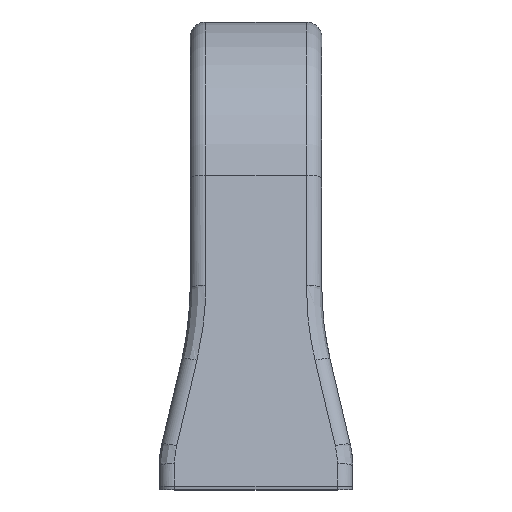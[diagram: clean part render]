
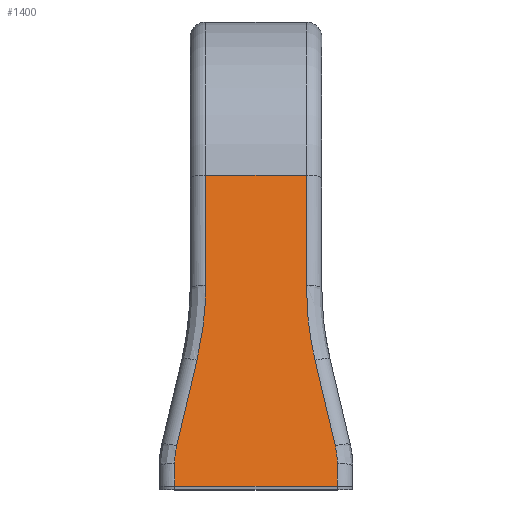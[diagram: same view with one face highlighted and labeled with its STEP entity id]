
A CAD part, top view. The second image highlights one B-rep face of the part: STEP entity #1400.
In plain terms, the highlighted planar face has unit normal (0, 0.174, 0.985).
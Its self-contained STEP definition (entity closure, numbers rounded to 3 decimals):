
#10=CARTESIAN_POINT('',(0.,0.,69.5));
#20=DIRECTION('',(-0.,0.174,0.985));
#30=DIRECTION('',(1.,0.,0.));
#40=AXIS2_PLACEMENT_3D('',#10,#20,#30);
#50=PLANE('',#40);
#60=CARTESIAN_POINT('',(0.,0.,69.5));
#70=DIRECTION('',(-1.,0.,0.));
#80=VECTOR('',#70,1.);
#90=LINE('',#60,#80);
#100=CARTESIAN_POINT('',(5.25,0.,69.5));
#110=VERTEX_POINT('',#100);
#120=CARTESIAN_POINT('',(-5.25,0.,69.5));
#130=VERTEX_POINT('',#120);
#140=EDGE_CURVE('',#110,#130,#90,.T.);
#150=ORIENTED_EDGE('',*,*,#140,.F.);
#160=CARTESIAN_POINT('',(-5.25,0.174,69.469));
#170=DIRECTION('',(0.,0.985,-0.174));
#180=VECTOR('',#170,1.);
#190=LINE('',#160,#180);
#200=CARTESIAN_POINT('',(-5.25,1.474,69.24));
#210=VERTEX_POINT('',#200);
#220=EDGE_CURVE('',#130,#210,#190,.T.);
#230=ORIENTED_EDGE('',*,*,#220,.F.);
#240=CARTESIAN_POINT('',(-5.116,2.624,
69.037));
#250=CARTESIAN_POINT('',(-5.125,2.585,
69.044));
#260=CARTESIAN_POINT('',(-5.134,2.546,
69.051));
#270=CARTESIAN_POINT('',(-5.186,2.301,
69.094));
#280=CARTESIAN_POINT('',(-5.216,2.094,
69.131));
#290=CARTESIAN_POINT('',(-5.241,1.791,
69.184));
#300=CARTESIAN_POINT('',(-5.246,1.696,
69.201));
#310=CARTESIAN_POINT('',(-5.249,1.559,
69.225));
#320=CARTESIAN_POINT('',(-5.25,1.517,
69.233));
#330=CARTESIAN_POINT('',(-5.25,1.474,69.24));
#340=B_SPLINE_CURVE_WITH_KNOTS('',3,(#240,#250,#260,#270,#280,#290,#300,
#310,#320,#330),.UNSPECIFIED.,.F.,.F.,(4,2,2,2,4),(0.,0.134,
0.834,1.15,1.291),.UNSPECIFIED.);
#350=CARTESIAN_POINT('',(-5.116,2.624,
69.037));
#360=VERTEX_POINT('',#350);
#370=EDGE_CURVE('',#360,#210,#340,.T.);
#380=ORIENTED_EDGE('',*,*,#370,.T.);
#390=CARTESIAN_POINT('',(-5.695,0.174,
69.469));
#400=DIRECTION('',(-0.227,-0.959,
0.169));
#410=VECTOR('',#400,1.);
#420=LINE('',#390,#410);
#430=CARTESIAN_POINT('',(-3.813,8.139,
68.065));
#440=VERTEX_POINT('',#430);
#450=EDGE_CURVE('',#440,#360,#420,.T.);
#460=ORIENTED_EDGE('',*,*,#450,.T.);
#470=CARTESIAN_POINT('',(-3.813,8.139,
68.065));
#480=CARTESIAN_POINT('',(-3.802,8.185,
68.057));
#490=CARTESIAN_POINT('',(-3.792,8.23,
68.049));
#500=CARTESIAN_POINT('',(-3.721,8.538,
67.994));
#510=CARTESIAN_POINT('',(-3.666,8.802,
67.948));
#520=CARTESIAN_POINT('',(-3.534,9.499,
67.825));
#530=CARTESIAN_POINT('',(-3.466,9.933,
67.748));
#540=CARTESIAN_POINT('',(-3.357,10.806,
67.595));
#550=CARTESIAN_POINT('',(-3.316,11.244,
67.517));
#560=CARTESIAN_POINT('',(-3.266,12.063,
67.373));
#570=CARTESIAN_POINT('',(-3.253,12.445,
67.306));
#580=CARTESIAN_POINT('',(-3.25,12.874,
67.23));
#590=CARTESIAN_POINT('',(-3.25,12.921,
67.222));
#600=CARTESIAN_POINT('',(-3.25,12.969,67.213));
#610=B_SPLINE_CURVE_WITH_KNOTS('',3,(#470,#480,#490,#500,#510,#520,#530,
#540,#550,#560,#570,#580,#590,#600),.UNSPECIFIED.,.F.,.F.,(4,2,2,2,2,2,4
),(0.,0.139,0.94,2.248,
3.556,4.691,4.832),.UNSPECIFIED.);
#620=CARTESIAN_POINT('',(-3.25,12.969,67.213));
#630=VERTEX_POINT('',#620);
#640=EDGE_CURVE('',#440,#630,#610,.T.);
#650=ORIENTED_EDGE('',*,*,#640,.F.);
#660=CARTESIAN_POINT('',(-3.25,0.174,69.469));
#670=DIRECTION('',(0.,-0.985,0.174));
#680=VECTOR('',#670,1.);
#690=LINE('',#660,#680);
#700=CARTESIAN_POINT('',(-3.25,20.084,65.959));
#710=VERTEX_POINT('',#700);
#720=EDGE_CURVE('',#710,#630,#690,.T.);
#730=ORIENTED_EDGE('',*,*,#720,.T.);
#740=CARTESIAN_POINT('',(0.,20.084,65.959));
#750=DIRECTION('',(1.,0.,0.));
#760=VECTOR('',#750,1.);
#770=LINE('',#740,#760);
#780=CARTESIAN_POINT('',(3.25,20.084,65.959));
#790=VERTEX_POINT('',#780);
#800=EDGE_CURVE('',#710,#790,#770,.T.);
#810=ORIENTED_EDGE('',*,*,#800,.F.);
#820=CARTESIAN_POINT('',(3.25,0.174,69.469));
#830=DIRECTION('',(0.,0.985,-0.174));
#840=VECTOR('',#830,1.);
#850=LINE('',#820,#840);
#860=CARTESIAN_POINT('',(3.25,12.969,67.213));
#870=VERTEX_POINT('',#860);
#880=EDGE_CURVE('',#870,#790,#850,.T.);
#890=ORIENTED_EDGE('',*,*,#880,.T.);
#900=CARTESIAN_POINT('',(3.25,12.969,67.213));
#910=CARTESIAN_POINT('',(3.25,12.921,
67.222));
#920=CARTESIAN_POINT('',(3.25,12.874,
67.23));
#930=CARTESIAN_POINT('',(3.253,12.445,
67.306));
#940=CARTESIAN_POINT('',(3.266,12.063,
67.373));
#950=CARTESIAN_POINT('',(3.316,11.244,
67.517));
#960=CARTESIAN_POINT('',(3.357,10.806,
67.595));
#970=CARTESIAN_POINT('',(3.466,9.933,
67.748));
#980=CARTESIAN_POINT('',(3.534,9.499,
67.825));
#990=CARTESIAN_POINT('',(3.666,8.802,
67.948));
#1000=CARTESIAN_POINT('',(3.721,8.538,
67.994));
#1010=CARTESIAN_POINT('',(3.792,8.23,
68.049));
#1020=CARTESIAN_POINT('',(3.802,8.185,
68.057));
#1030=CARTESIAN_POINT('',(3.813,8.139,
68.065));
#1040=B_SPLINE_CURVE_WITH_KNOTS('',3,(#900,#910,#920,#930,#940,#950,#960
,#970,#980,#990,#1000,#1010,#1020,#1030),.UNSPECIFIED.,.F.,.F.,(4,2,2,2,
2,2,4),(0.,0.141,1.277,2.584,
3.893,4.694,4.832),.UNSPECIFIED.);
#1050=CARTESIAN_POINT('',(3.813,8.139,
68.065));
#1060=VERTEX_POINT('',#1050);
#1070=EDGE_CURVE('',#870,#1060,#1040,.T.);
#1080=ORIENTED_EDGE('',*,*,#1070,.F.);
#1090=CARTESIAN_POINT('',(5.695,0.174,
69.469));
#1100=DIRECTION('',(-0.227,0.959,
-0.169));
#1110=VECTOR('',#1100,1.);
#1120=LINE('',#1090,#1110);
#1130=CARTESIAN_POINT('',(5.116,2.624,
69.037));
#1140=VERTEX_POINT('',#1130);
#1150=EDGE_CURVE('',#1140,#1060,#1120,.T.);
#1160=ORIENTED_EDGE('',*,*,#1150,.T.);
#1170=CARTESIAN_POINT('',(5.25,1.474,69.24));
#1180=CARTESIAN_POINT('',(5.25,1.517,
69.233));
#1190=CARTESIAN_POINT('',(5.249,1.559,
69.225));
#1200=CARTESIAN_POINT('',(5.246,1.696,
69.201));
#1210=CARTESIAN_POINT('',(5.241,1.791,
69.184));
#1220=CARTESIAN_POINT('',(5.216,2.094,
69.131));
#1230=CARTESIAN_POINT('',(5.186,2.301,
69.094));
#1240=CARTESIAN_POINT('',(5.134,2.546,
69.051));
#1250=CARTESIAN_POINT('',(5.125,2.585,
69.044));
#1260=CARTESIAN_POINT('',(5.116,2.624,
69.037));
#1270=B_SPLINE_CURVE_WITH_KNOTS('',3,(#1170,#1180,#1190,#1200,#1210,
#1220,#1230,#1240,#1250,#1260),.UNSPECIFIED.,.F.,.F.,(4,2,2,2,4),(0.,
0.141,0.457,1.157,1.291),
.UNSPECIFIED.);
#1280=CARTESIAN_POINT('',(5.25,1.474,69.24));
#1290=VERTEX_POINT('',#1280);
#1300=EDGE_CURVE('',#1290,#1140,#1270,.T.);
#1310=ORIENTED_EDGE('',*,*,#1300,.T.);
#1320=CARTESIAN_POINT('',(5.25,0.174,69.469));
#1330=DIRECTION('',(0.,-0.985,0.174));
#1340=VECTOR('',#1330,1.);
#1350=LINE('',#1320,#1340);
#1360=EDGE_CURVE('',#1290,#110,#1350,.T.);
#1370=ORIENTED_EDGE('',*,*,#1360,.F.);
#1380=EDGE_LOOP('',(#1370,#1310,#1160,#1080,#890,#810,#730,#650,#460,
#380,#230,#150));
#1390=FACE_OUTER_BOUND('',#1380,.T.);
#1400=ADVANCED_FACE('',(#1390),#50,.T.);
